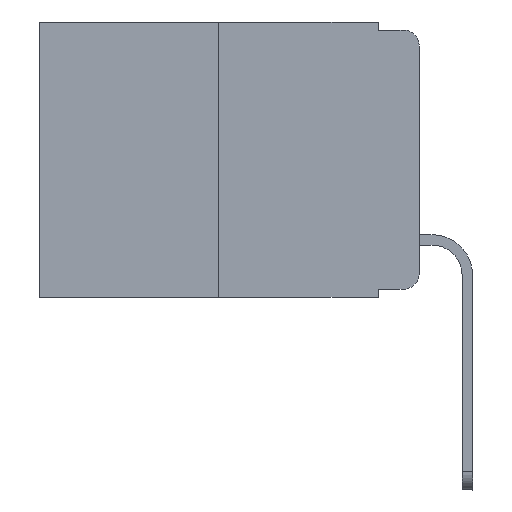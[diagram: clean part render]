
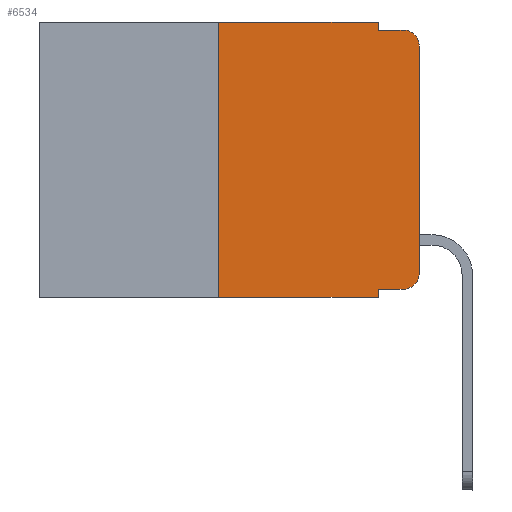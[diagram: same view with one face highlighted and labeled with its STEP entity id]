
A CAD part, left-side view. The second image highlights one B-rep face of the part: STEP entity #6534.
In plain terms, the highlighted planar face has unit normal (-1, 0, 0).
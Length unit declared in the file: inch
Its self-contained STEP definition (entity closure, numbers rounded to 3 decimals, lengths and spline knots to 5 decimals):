
#38 = CARTESIAN_POINT ( 'NONE',  ( 0., 0.051, -0.01 ) ) ;
#147 = EDGE_CURVE ( 'NONE', #2976, #7846, #1414, .T. ) ;
#323 = ORIENTED_EDGE ( 'NONE', *, *, #1919, .F. ) ;
#397 = CARTESIAN_POINT ( 'NONE',  ( 0., 0.25, 0. ) ) ;
#449 = ORIENTED_EDGE ( 'NONE', *, *, #5722, .T. ) ;
#471 = ORIENTED_EDGE ( 'NONE', *, *, #1157, .F. ) ;
#759 = VERTEX_POINT ( 'NONE', #8784 ) ;
#1157 = EDGE_CURVE ( 'NONE', #9981, #10900, #8719, .T. ) ;
#1204 = CARTESIAN_POINT ( 'NONE',  ( 0., 0.02, -0.313 ) ) ;
#1301 = VECTOR ( 'NONE', #12384, 39.37008 ) ;
#1353 = VERTEX_POINT ( 'NONE', #4472 ) ;
#1414 = LINE ( 'NONE', #2558, #3978 ) ;
#1661 = AXIS2_PLACEMENT_3D ( 'NONE', #1204, #5062, #8983 ) ;
#1867 = DIRECTION ( 'NONE',  ( 0., -1., 0. ) ) ;
#1919 = EDGE_CURVE ( 'NONE', #8594, #1353, #6771, .T. ) ;
#1943 = DIRECTION ( 'NONE',  ( 0., 0., -1. ) ) ;
#2086 = VECTOR ( 'NONE', #9591, 39.37008 ) ;
#2176 = EDGE_CURVE ( 'NONE', #7846, #11898, #5078, .T. ) ;
#2210 = EDGE_CURVE ( 'NONE', #11898, #2326, #4446, .T. ) ;
#2283 = DIRECTION ( 'NONE',  ( 0., 0., -1. ) ) ;
#2326 = VERTEX_POINT ( 'NONE', #3486 ) ;
#2331 = CARTESIAN_POINT ( 'NONE',  ( 0., 0., -0.313 ) ) ;
#2449 = VECTOR ( 'NONE', #12168, 39.37008 ) ;
#2558 = CARTESIAN_POINT ( 'NONE',  ( 0., 0.051, -0.333 ) ) ;
#2753 = CARTESIAN_POINT ( 'NONE',  ( 0., 0.473, 0. ) ) ;
#2976 = VERTEX_POINT ( 'NONE', #6182 ) ;
#2985 = VECTOR ( 'NONE', #1867, 39.37008 ) ;
#3486 = CARTESIAN_POINT ( 'NONE',  ( 0., 0., -0.03 ) ) ;
#3576 = LINE ( 'NONE', #6516, #1301 ) ;
#3799 = ORIENTED_EDGE ( 'NONE', *, *, #2176, .T. ) ;
#3853 = LINE ( 'NONE', #4850, #10862 ) ;
#3922 = ORIENTED_EDGE ( 'NONE', *, *, #11367, .F. ) ;
#3931 = AXIS2_PLACEMENT_3D ( 'NONE', #10547, #5588, #5710 ) ;
#3978 = VECTOR ( 'NONE', #11378, 39.37008 ) ;
#4446 = LINE ( 'NONE', #12038, #2449 ) ;
#4472 = CARTESIAN_POINT ( 'NONE',  ( 0., 0.02, -0.01 ) ) ;
#4850 = CARTESIAN_POINT ( 'NONE',  ( 0., 0.473, -0.343 ) ) ;
#4879 = FACE_OUTER_BOUND ( 'NONE', #12034, .T. ) ;
#4908 = CARTESIAN_POINT ( 'NONE',  ( 0., 0.25, 0. ) ) ;
#5062 = DIRECTION ( 'NONE',  ( -1., 0., 0. ) ) ;
#5078 = CIRCLE ( 'NONE', #1661, 0.02 ) ;
#5588 = DIRECTION ( 'NONE',  ( 1., 0., 0. ) ) ;
#5710 = DIRECTION ( 'NONE',  ( 0., 0., -1. ) ) ;
#5722 = EDGE_CURVE ( 'NONE', #9981, #759, #3853, .T. ) ;
#5725 = AXIS2_PLACEMENT_3D ( 'NONE', #12593, #6788, #1943 ) ;
#5793 = EDGE_CURVE ( 'NONE', #2326, #1353, #11256, .T. ) ;
#5939 = DIRECTION ( 'NONE',  ( 0., 0., 1. ) ) ;
#6144 = EDGE_CURVE ( 'NONE', #10900, #8840, #10685, .T. ) ;
#6182 = CARTESIAN_POINT ( 'NONE',  ( 0., 0.051, -0.333 ) ) ;
#6516 = CARTESIAN_POINT ( 'NONE',  ( 0., 0.051, 0. ) ) ;
#6534 = ADVANCED_FACE ( 'NONE', ( #4879 ), #11491, .F. ) ;
#6652 = VECTOR ( 'NONE', #2283, 39.37008 ) ;
#6771 = LINE ( 'NONE', #38, #2985 ) ;
#6788 = DIRECTION ( 'NONE',  ( -1., 0., 0. ) ) ;
#6791 = ORIENTED_EDGE ( 'NONE', *, *, #6144, .F. ) ;
#7155 = EDGE_CURVE ( 'NONE', #8840, #8594, #3576, .T. ) ;
#7168 = ORIENTED_EDGE ( 'NONE', *, *, #2210, .T. ) ;
#7846 = VERTEX_POINT ( 'NONE', #12026 ) ;
#8161 = CARTESIAN_POINT ( 'NONE',  ( 0., 0.25, -0.343 ) ) ;
#8594 = VERTEX_POINT ( 'NONE', #11635 ) ;
#8719 = LINE ( 'NONE', #4908, #12301 ) ;
#8784 = CARTESIAN_POINT ( 'NONE',  ( 0., 0.051, -0.343 ) ) ;
#8840 = VERTEX_POINT ( 'NONE', #12234 ) ;
#8939 = LINE ( 'NONE', #11756, #6652 ) ;
#8983 = DIRECTION ( 'NONE',  ( 0., 0., -1. ) ) ;
#9211 = ORIENTED_EDGE ( 'NONE', *, *, #5793, .T. ) ;
#9355 = ORIENTED_EDGE ( 'NONE', *, *, #147, .T. ) ;
#9591 = DIRECTION ( 'NONE',  ( 0., -1., 0. ) ) ;
#9981 = VERTEX_POINT ( 'NONE', #8161 ) ;
#10547 = CARTESIAN_POINT ( 'NONE',  ( 0., 0.473, 0. ) ) ;
#10685 = LINE ( 'NONE', #2753, #2086 ) ;
#10862 = VECTOR ( 'NONE', #11588, 39.37008 ) ;
#10900 = VERTEX_POINT ( 'NONE', #397 ) ;
#11256 = CIRCLE ( 'NONE', #5725, 0.02 ) ;
#11367 = EDGE_CURVE ( 'NONE', #2976, #759, #8939, .T. ) ;
#11378 = DIRECTION ( 'NONE',  ( 0., -1., 0. ) ) ;
#11491 = PLANE ( 'NONE',  #3931 ) ;
#11588 = DIRECTION ( 'NONE',  ( 0., -1., 0. ) ) ;
#11635 = CARTESIAN_POINT ( 'NONE',  ( 0., 0.051, -0.01 ) ) ;
#11756 = CARTESIAN_POINT ( 'NONE',  ( 0., 0.051, 0. ) ) ;
#11898 = VERTEX_POINT ( 'NONE', #2331 ) ;
#12026 = CARTESIAN_POINT ( 'NONE',  ( 0., 0.02, -0.333 ) ) ;
#12034 = EDGE_LOOP ( 'NONE', ( #7168, #9211, #323, #12586, #6791, #471, #449, #3922, #9355, #3799 ) ) ;
#12038 = CARTESIAN_POINT ( 'NONE',  ( 0., 0., 0. ) ) ;
#12168 = DIRECTION ( 'NONE',  ( 0., 0., 1. ) ) ;
#12234 = CARTESIAN_POINT ( 'NONE',  ( 0., 0.051, 0. ) ) ;
#12301 = VECTOR ( 'NONE', #5939, 39.37008 ) ;
#12384 = DIRECTION ( 'NONE',  ( 0., 0., -1. ) ) ;
#12586 = ORIENTED_EDGE ( 'NONE', *, *, #7155, .F. ) ;
#12593 = CARTESIAN_POINT ( 'NONE',  ( 0., 0.02, -0.03 ) ) ;
